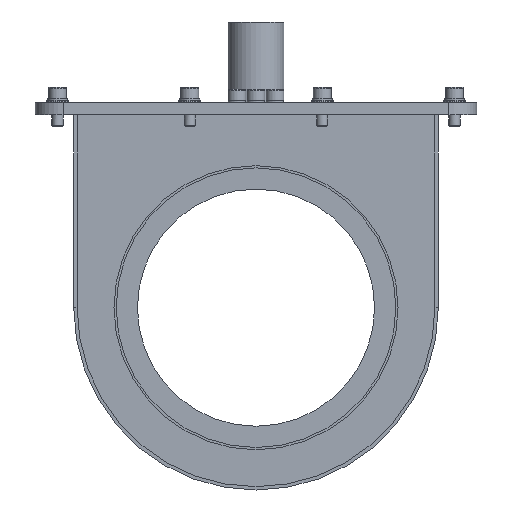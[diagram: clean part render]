
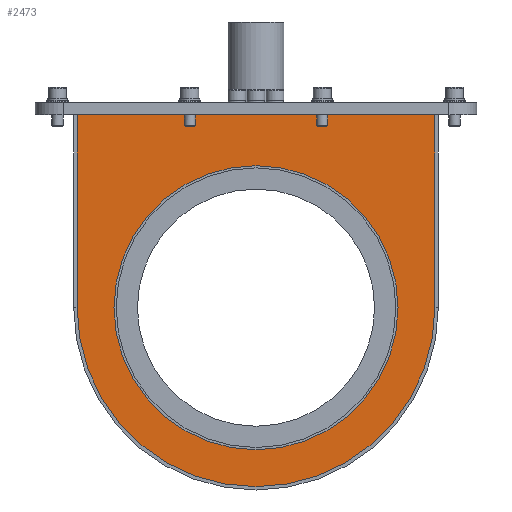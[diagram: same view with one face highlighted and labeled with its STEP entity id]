
A CAD part, front view. The second image highlights one B-rep face of the part: STEP entity #2473.
In plain terms, the highlighted planar face has unit normal (0, -1, 0).
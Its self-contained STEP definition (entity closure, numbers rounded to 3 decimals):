
#93 = EDGE_LOOP ( 'NONE', ( #8363, #13311, #8776, #5329 ) ) ;
#263 = VERTEX_POINT ( 'NONE', #9060 ) ;
#454 = CARTESIAN_POINT ( 'NONE',  ( -42.948, -160.529, 0. ) ) ;
#695 = VECTOR ( 'NONE', #7829, 1000. ) ;
#1456 = DIRECTION ( 'NONE',  ( -1., 0., 0. ) ) ;
#1733 = DIRECTION ( 'NONE',  ( 0., -1., 0. ) ) ;
#1833 = FACE_OUTER_BOUND ( 'NONE', #93, .T. ) ;
#2120 = EDGE_CURVE ( 'NONE', #7000, #5210, #12817, .T. ) ;
#2220 = VECTOR ( 'NONE', #6085, 1000. ) ;
#2299 = AXIS2_PLACEMENT_3D ( 'NONE', #13832, #1733, #13696 ) ;
#2473 = ADVANCED_FACE ( 'NONE', ( #9275, #1833 ), #2777, .F. ) ;
#2611 = ORIENTED_EDGE ( 'NONE', *, *, #4650, .F. ) ;
#2777 = PLANE ( 'NONE',  #12033 ) ;
#2834 = CIRCLE ( 'NONE', #14040, 160. ) ;
#3233 = DIRECTION ( 'NONE',  ( 0., 0., -1. ) ) ;
#4011 = CARTESIAN_POINT ( 'NONE',  ( 117.052, -160.529, 172.45 ) ) ;
#4650 = EDGE_CURVE ( 'NONE', #13963, #13963, #10526, .T. ) ;
#4771 = DIRECTION ( 'NONE',  ( 0., -1., 0. ) ) ;
#4820 = EDGE_CURVE ( 'NONE', #5151, #7000, #10890, .T. ) ;
#5151 = VERTEX_POINT ( 'NONE', #6668 ) ;
#5210 = VERTEX_POINT ( 'NONE', #6884 ) ;
#5329 = ORIENTED_EDGE ( 'NONE', *, *, #10574, .T. ) ;
#5668 = VECTOR ( 'NONE', #3233, 1000. ) ;
#6046 = LINE ( 'NONE', #10398, #5668 ) ;
#6085 = DIRECTION ( 'NONE',  ( -1., 0., 0. ) ) ;
#6457 = CARTESIAN_POINT ( 'NONE',  ( -169.948, -160.529, 0. ) ) ;
#6668 = CARTESIAN_POINT ( 'NONE',  ( 117.052, -160.529, 0. ) ) ;
#6884 = CARTESIAN_POINT ( 'NONE',  ( -202.948, -160.529, 172.45 ) ) ;
#7000 = VERTEX_POINT ( 'NONE', #4011 ) ;
#7363 = DIRECTION ( 'NONE',  ( 0., 1., 0. ) ) ;
#7382 = CARTESIAN_POINT ( 'NONE',  ( -202.948, -160.529, 172.45 ) ) ;
#7829 = DIRECTION ( 'NONE',  ( 0., 0., 1. ) ) ;
#8182 = EDGE_CURVE ( 'NONE', #263, #5151, #2834, .T. ) ;
#8363 = ORIENTED_EDGE ( 'NONE', *, *, #8182, .T. ) ;
#8490 = DIRECTION ( 'NONE',  ( 0., 0., 1. ) ) ;
#8776 = ORIENTED_EDGE ( 'NONE', *, *, #2120, .T. ) ;
#9060 = CARTESIAN_POINT ( 'NONE',  ( -202.948, -160.529, 0. ) ) ;
#9275 = FACE_BOUND ( 'NONE', #10594, .T. ) ;
#10398 = CARTESIAN_POINT ( 'NONE',  ( -202.948, -160.529, 0. ) ) ;
#10526 = CIRCLE ( 'NONE', #2299, 127. ) ;
#10574 = EDGE_CURVE ( 'NONE', #5210, #263, #6046, .T. ) ;
#10594 = EDGE_LOOP ( 'NONE', ( #2611 ) ) ;
#10890 = LINE ( 'NONE', #11028, #695 ) ;
#11028 = CARTESIAN_POINT ( 'NONE',  ( 117.052, -160.529, 172.45 ) ) ;
#12033 = AXIS2_PLACEMENT_3D ( 'NONE', #13934, #7363, #8490 ) ;
#12817 = LINE ( 'NONE', #7382, #2220 ) ;
#13311 = ORIENTED_EDGE ( 'NONE', *, *, #4820, .T. ) ;
#13696 = DIRECTION ( 'NONE',  ( -1., 0., 0. ) ) ;
#13832 = CARTESIAN_POINT ( 'NONE',  ( -42.948, -160.529, 0. ) ) ;
#13934 = CARTESIAN_POINT ( 'NONE',  ( -42.948, -160.529, 0. ) ) ;
#13963 = VERTEX_POINT ( 'NONE', #6457 ) ;
#14040 = AXIS2_PLACEMENT_3D ( 'NONE', #454, #4771, #1456 ) ;
